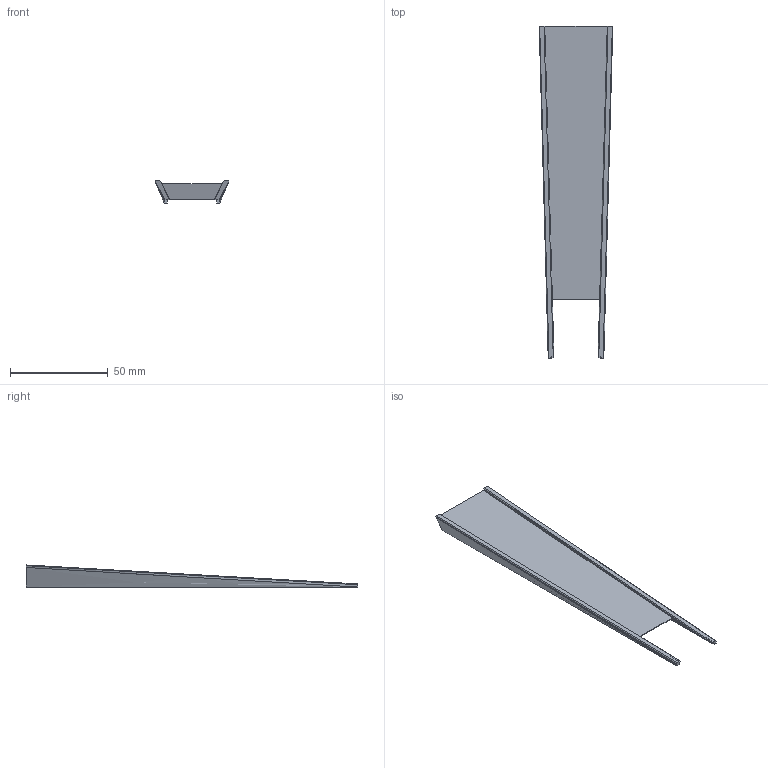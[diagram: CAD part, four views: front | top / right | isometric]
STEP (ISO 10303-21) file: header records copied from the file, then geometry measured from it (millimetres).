
FILE_DESCRIPTION(/* description */ (''),/* implementation_level */ '2;1');
FILE_NAME(/* name */ 'Easy Railer.step',/* time_stamp */ '2023-02-02T19:51:05+05:30',/* author */ (''),/* organization */ (''),/* preprocessor_version */ 'ST-DEVELOPER v19.2',/* originating_system */ 'Autodesk Translation Framework v11.17.0.187',/* authorisation */ '');
FILE_SCHEMA (('AUTOMOTIVE_DESIGN { 1 0 10303 214 3 1 1 }','TECHNICAL_DATA_PACKAGING'));
Length unit declared in the file: millimetre
Products named in the file (1): Easy Railer
Bounding box: 37.69 x 170 x 11.3 mm (x, y, z)
Volume: 21898 mm3; surface area: 12599.1 mm2
Topology: 1 solids, 1 shells, 24 faces, 58 edges, 36 vertices
Faces by surface type: plane 18, bspline 6
Entity records: 813 total; most frequent: CARTESIAN_POINT 259, ORIENTED_EDGE 116, DIRECTION 86, EDGE_CURVE 58, LINE 48, VECTOR 48, VERTEX_POINT 36, FACE_OUTER_BOUND 24
